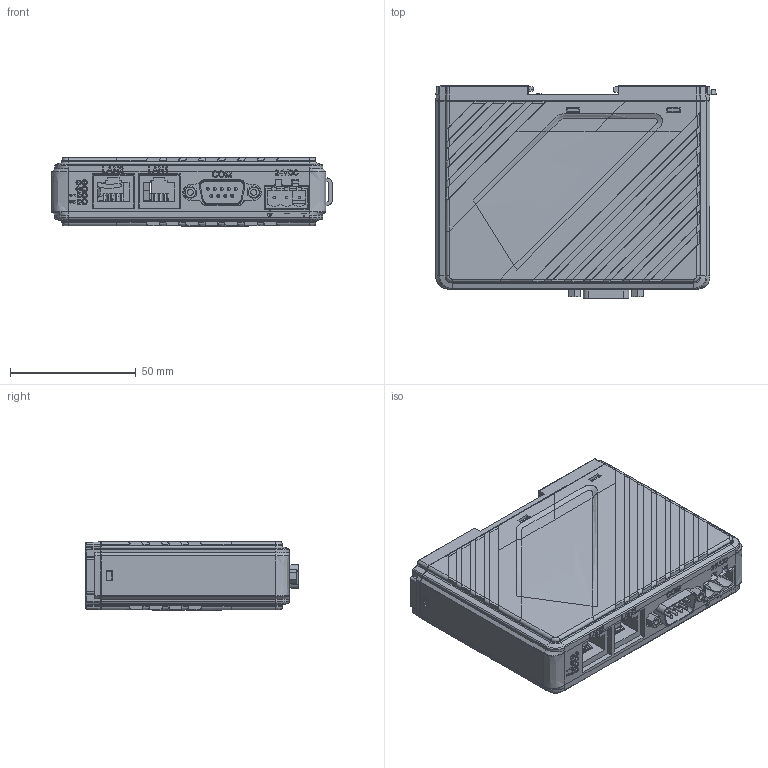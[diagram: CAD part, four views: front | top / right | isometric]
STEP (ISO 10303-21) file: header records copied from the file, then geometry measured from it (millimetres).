
FILE_DESCRIPTION (( 'STEP AP214' ), '1' );
FILE_NAME ('cMT-G01_221006.STEP', '2022-11-07T09:53:39', ( '' ), ( '' ), 'SwSTEP 2.0', 'SolidWorks 2019', '' );
FILE_SCHEMA (( 'AUTOMOTIVE_DESIGN' ));
Length unit declared in the file: millimetre
Products named in the file (1): cMT-G01_221006
Bounding box: 111.48 x 84.45 x 27.17 mm (x, y, z)
Surface area: 54013.7 mm2 (no closed solid volume)
Topology: 0 solids, 44 shells, 1170 faces, 4303 edges, 3141 vertices
Faces by surface type: plane 715, cylinder 250, cone 112, torus 51, bspline 39, sphere 3
Full cylindrical faces by diameter (mm): 0.5 x16, 1 x3, 1.2 x9, 2.4 x2
Entity records: 64352 total; most frequent: CARTESIAN_POINT 17087, ORIENTED_EDGE 7178, DIRECTION 6336, EDGE_CURVE 4206, VERTEX_POINT 3108, LINE 2894, VECTOR 2894, AXIS2_PLACEMENT_3D 1721
